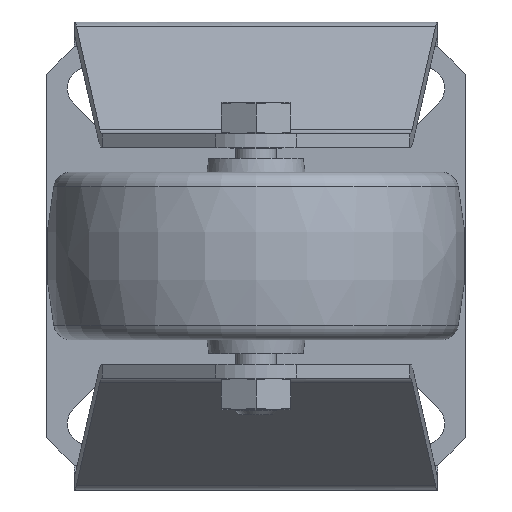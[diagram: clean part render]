
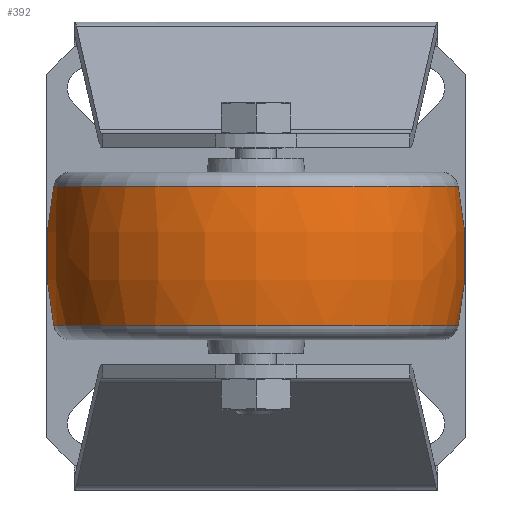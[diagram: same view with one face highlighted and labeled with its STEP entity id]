
A CAD part, front view. The second image highlights one B-rep face of the part: STEP entity #392.
In plain terms, the highlighted free-form (B-spline) face has degree [3, 3] with [4, 7] control points.
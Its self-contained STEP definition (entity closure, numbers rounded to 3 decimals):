
#392 = ADVANCED_FACE( '', ( #850, #851 ), #852, .T. );
#850 = FACE_OUTER_BOUND( '', #1432, .T. );
#851 = FACE_OUTER_BOUND( '', #1433, .T. );
#852 = ( BOUNDED_SURFACE(  )B_SPLINE_SURFACE( 3, 3, ( ( #1436, #1437, #1438, #1439, #1440, #1441, #1442 ), ( #1443, #1444, #1445, #1446, #1447, #1448, #1449 ), ( #1450, #1451, #1452, #1453, #1454, #1455, #1456 ), ( #1457, #1458, #1459, #1460, #1461, #1462, #1463 ) ), .UNSPECIFIED., .F., .T., .F. )B_SPLINE_SURFACE_WITH_KNOTS( ( 4, 4 ), ( 4, 3, 4 ), ( 0., 6.283 ), ( -0.21, 0., 0.21 ), .UNSPECIFIED. )GEOMETRIC_REPRESENTATION_ITEM(  )RATIONAL_B_SPLINE_SURFACE( ( ( 1., 0.333, 0.333, 1., 0.333, 0.333, 1. ), ( 0.985, 0.328, 0.328, 0.985, 0.328, 0.328, 0.985 ), ( 0.985, 0.328, 0.328, 0.985, 0.328, 0.328, 0.985 ), ( 1., 0.333, 0.333, 1., 0.333, 0.333, 1. ) ) )REPRESENTATION_ITEM( '' )SURFACE(  ) );
#1432 = EDGE_LOOP( '', ( #2313 ) );
#1433 = EDGE_LOOP( '', ( #2314 ) );
#1436 = CARTESIAN_POINT( '', ( 24.021, 0., -28.945 ) );
#1437 = CARTESIAN_POINT( '', ( 24.021, 57.89, -28.945 ) );
#1438 = CARTESIAN_POINT( '', ( 24.021, 57.89, 28.945 ) );
#1439 = CARTESIAN_POINT( '', ( 24.021, 0., 28.945 ) );
#1440 = CARTESIAN_POINT( '', ( 24.021, -57.89, 28.945 ) );
#1441 = CARTESIAN_POINT( '', ( 24.021, -57.89, -28.945 ) );
#1442 = CARTESIAN_POINT( '', ( 24.021, 0., -28.945 ) );
#1443 = CARTESIAN_POINT( '', ( 17.39, 0., -30.357 ) );
#1444 = CARTESIAN_POINT( '', ( 17.39, 60.714, -30.357 ) );
#1445 = CARTESIAN_POINT( '', ( 17.39, 60.714, 30.357 ) );
#1446 = CARTESIAN_POINT( '', ( 17.39, 0., 30.357 ) );
#1447 = CARTESIAN_POINT( '', ( 17.39, -60.714, 30.357 ) );
#1448 = CARTESIAN_POINT( '', ( 17.39, -60.714, -30.357 ) );
#1449 = CARTESIAN_POINT( '', ( 17.39, 0., -30.357 ) );
#1450 = CARTESIAN_POINT( '', ( 10.61, 0., -30.357 ) );
#1451 = CARTESIAN_POINT( '', ( 10.61, 60.714, -30.357 ) );
#1452 = CARTESIAN_POINT( '', ( 10.61, 60.714, 30.357 ) );
#1453 = CARTESIAN_POINT( '', ( 10.61, 0., 30.357 ) );
#1454 = CARTESIAN_POINT( '', ( 10.61, -60.714, 30.357 ) );
#1455 = CARTESIAN_POINT( '', ( 10.61, -60.714, -30.357 ) );
#1456 = CARTESIAN_POINT( '', ( 10.61, 0., -30.357 ) );
#1457 = CARTESIAN_POINT( '', ( 3.979, 0., -28.945 ) );
#1458 = CARTESIAN_POINT( '', ( 3.979, 57.89, -28.945 ) );
#1459 = CARTESIAN_POINT( '', ( 3.979, 57.89, 28.945 ) );
#1460 = CARTESIAN_POINT( '', ( 3.979, 0., 28.945 ) );
#1461 = CARTESIAN_POINT( '', ( 3.979, -57.89, 28.945 ) );
#1462 = CARTESIAN_POINT( '', ( 3.979, -57.89, -28.945 ) );
#1463 = CARTESIAN_POINT( '', ( 3.979, 0., -28.945 ) );
#2313 = ORIENTED_EDGE( '', *, *, #3473, .T. );
#2314 = ORIENTED_EDGE( '', *, *, #3474, .F. );
#3473 = EDGE_CURVE( '', #4153, #4153, #4154, .T. );
#3474 = EDGE_CURVE( '', #4155, #4155, #4156, .T. );
#4153 = VERTEX_POINT( '', #5087 );
#4154 = CIRCLE( '', #5088, 28.945 );
#4155 = VERTEX_POINT( '', #5089 );
#4156 = CIRCLE( '', #5090, 28.945 );
#5087 = CARTESIAN_POINT( '', ( 3.979, 0., -28.945 ) );
#5088 = AXIS2_PLACEMENT_3D( '', #5891, #5892, #5893 );
#5089 = CARTESIAN_POINT( '', ( 24.021, 0., -28.945 ) );
#5090 = AXIS2_PLACEMENT_3D( '', #5894, #5895, #5896 );
#5891 = CARTESIAN_POINT( '', ( 3.979, 0., 0. ) );
#5892 = DIRECTION( '', ( 1., 0., 0. ) );
#5893 = DIRECTION( '', ( 0., 0., -1. ) );
#5894 = CARTESIAN_POINT( '', ( 24.021, 0., 0. ) );
#5895 = DIRECTION( '', ( 1., 0., 0. ) );
#5896 = DIRECTION( '', ( 0., 0., -1. ) );
